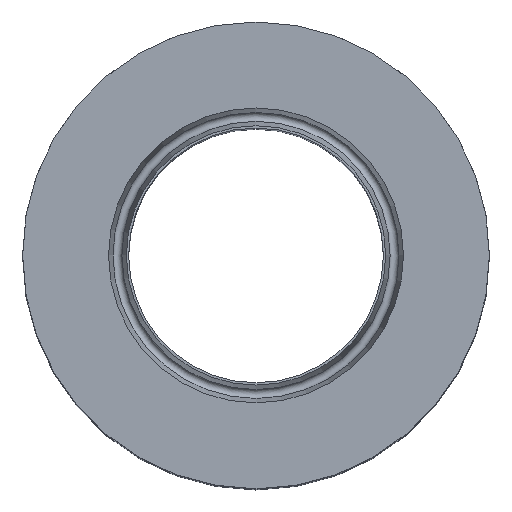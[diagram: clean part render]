
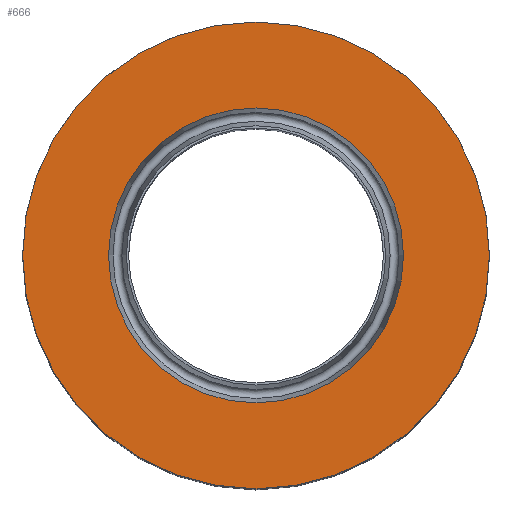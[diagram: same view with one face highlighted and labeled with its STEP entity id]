
A CAD part, top view. The second image highlights one B-rep face of the part: STEP entity #666.
In plain terms, the highlighted planar face has unit normal (0, 0, 1).
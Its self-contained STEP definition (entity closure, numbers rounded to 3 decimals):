
#45 = AXIS2_PLACEMENT_3D ( 'NONE', #363, #370, #371 ) ;
#53 = AXIS2_PLACEMENT_3D ( 'NONE', #387, #395, #396 ) ;
#61 = EDGE_CURVE ( 'NONE', #605, #605, #235, .T. ) ;
#65 = AXIS2_PLACEMENT_3D ( 'NONE', #450, #463, #464 ) ;
#120 = EDGE_CURVE ( 'NONE', #621, #621, #293, .T. ) ;
#124 = EDGE_LOOP ( 'NONE', ( #188 ) ) ;
#157 = EDGE_LOOP ( 'NONE', ( #212 ) ) ;
#188 = ORIENTED_EDGE ( 'NONE', *, *, #61, .F. ) ;
#205 = FACE_OUTER_BOUND ( 'NONE', #157, .T. ) ;
#206 = FACE_BOUND ( 'NONE', #124, .T. ) ;
#212 = ORIENTED_EDGE ( 'NONE', *, *, #120, .T. ) ;
#235 = CIRCLE ( 'NONE', #45, 6.947 ) ;
#293 = CIRCLE ( 'NONE', #53, 10.996 ) ;
#363 = CARTESIAN_POINT ( 'NONE',  ( 0., 0., 0. ) ) ;
#370 = DIRECTION ( 'NONE',  ( 0., 0., 1. ) ) ;
#371 = DIRECTION ( 'NONE',  ( 1., 0., 0. ) ) ;
#387 = CARTESIAN_POINT ( 'NONE',  ( 0., 0., 0. ) ) ;
#395 = DIRECTION ( 'NONE',  ( 0., 0., 1. ) ) ;
#396 = DIRECTION ( 'NONE',  ( 1., 0., 0. ) ) ;
#450 = CARTESIAN_POINT ( 'NONE',  ( 0., 6., 0. ) ) ;
#454 = PLANE ( 'NONE',  #65 ) ;
#463 = DIRECTION ( 'NONE',  ( 0., 0., -1. ) ) ;
#464 = DIRECTION ( 'NONE',  ( -1., 0., 0. ) ) ;
#605 = VERTEX_POINT ( 'NONE', #606 ) ;
#606 = CARTESIAN_POINT ( 'NONE',  ( 6.947, 0., 0. ) ) ;
#621 = VERTEX_POINT ( 'NONE', #622 ) ;
#622 = CARTESIAN_POINT ( 'NONE',  ( 10.996, 0., 0. ) ) ;
#666 = ADVANCED_FACE ( 'NONE', ( #205, #206 ), #454, .F. ) ;
